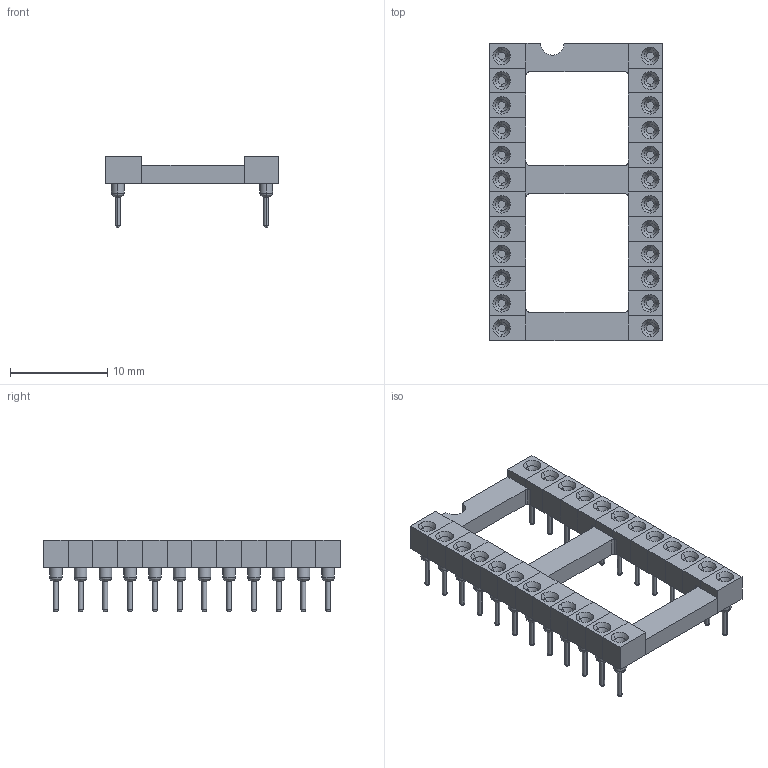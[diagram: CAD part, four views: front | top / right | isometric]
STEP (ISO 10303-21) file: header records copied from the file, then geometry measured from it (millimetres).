
FILE_DESCRIPTION((''),'2;1');
FILE_NAME('DIPS24-600.stp','2009-03-05T10:34:41',(''),(''),'Mechanical Desktop 2006','Mechanical Desktop 2006',', , ');
FILE_SCHEMA(('AUTOMOTIVE_DESIGN { 1 2 10303 214 0 1 1 1 }'));
Length unit declared in the file: millimetre
Products named in the file (1): Product
Bounding box: 17.7 x 30.48 x 7.37 mm (x, y, z)
Volume: 786.3 mm3; surface area: 2513.7 mm2
Topology: 99 solids, 99 shells, 733 faces, 1438 edges, 856 vertices
Faces by surface type: plane 283, cylinder 258, cone 96, bspline 48, sphere 48
Entity records: 20154 total; most frequent: CARTESIAN_POINT 5043, DIRECTION 3422, ORIENTED_EDGE 2730, AXIS2_PLACEMENT_3D 1370, EDGE_CURVE 1365, VERTEX_POINT 830, EDGE_LOOP 781, FACE_OUTER_BOUND 733
